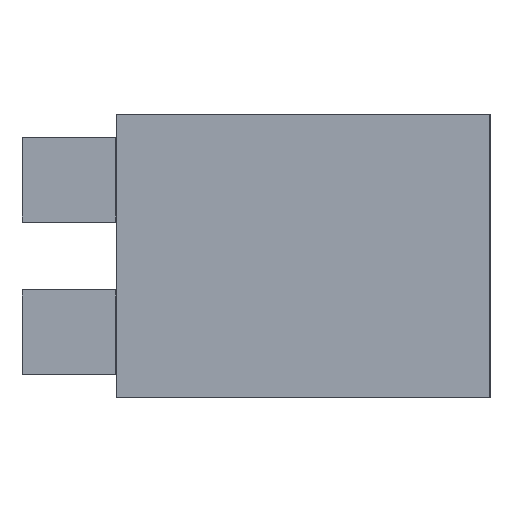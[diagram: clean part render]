
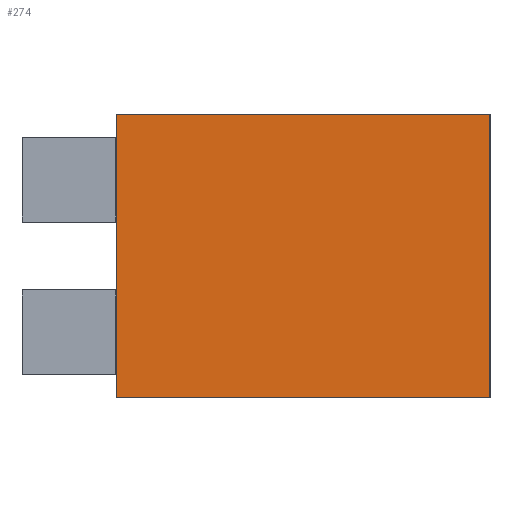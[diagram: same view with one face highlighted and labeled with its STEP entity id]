
A CAD part, left-side view. The second image highlights one B-rep face of the part: STEP entity #274.
In plain terms, the highlighted planar face has unit normal (-1, 0, 0).
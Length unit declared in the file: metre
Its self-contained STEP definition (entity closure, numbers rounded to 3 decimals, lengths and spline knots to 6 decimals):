
#274=ADVANCED_FACE('0:61',(#343),#344,.T.);
#343=FACE_OUTER_BOUND('',#439,.T.);
#344=PLANE('',#440);
#439=EDGE_LOOP('',(#554,#555,#556,#557));
#440=AXIS2_PLACEMENT_3D('',#558,#559,#560);
#554=ORIENTED_EDGE('',*,*,#856,.F.);
#555=ORIENTED_EDGE('',*,*,#866,.F.);
#556=ORIENTED_EDGE('',*,*,#863,.F.);
#557=ORIENTED_EDGE('',*,*,#860,.F.);
#558=CARTESIAN_POINT('',(-0.003775,0.0,0.0));
#559=DIRECTION('',(-1.0,-0.0,0.0));
#560=DIRECTION('',(0.0,0.0,1.0));
#856=EDGE_CURVE('0:67',#958,#959,#960,.T.);
#860=EDGE_CURVE('0:79',#959,#966,#967,.T.);
#863=EDGE_CURVE('0:88',#966,#971,#972,.T.);
#866=EDGE_CURVE('0:97',#971,#958,#976,.T.);
#958=VERTEX_POINT('',#1118);
#959=VERTEX_POINT('',#1119);
#960=LINE('',#1120,#1121);
#966=VERTEX_POINT('',#1130);
#967=LINE('',#1131,#1132);
#971=VERTEX_POINT('',#1138);
#972=LINE('',#1139,#1140);
#976=LINE('',#1146,#1147);
#1118=CARTESIAN_POINT('',(-0.003775,0.099,0.075));
#1119=CARTESIAN_POINT('',(-0.003775,-0.099,0.075));
#1120=CARTESIAN_POINT('',(-0.003775,0.099,0.075));
#1121=VECTOR('',#1374,1.0);
#1130=CARTESIAN_POINT('',(-0.003775,-0.099,-0.075));
#1131=CARTESIAN_POINT('',(-0.003775,-0.099,0.075));
#1132=VECTOR('',#1378,1.0);
#1138=CARTESIAN_POINT('',(-0.003775,0.099,-0.075));
#1139=CARTESIAN_POINT('',(-0.003775,-0.099,-0.075));
#1140=VECTOR('',#1381,1.0);
#1146=CARTESIAN_POINT('',(-0.003775,0.099,-0.075));
#1147=VECTOR('',#1384,1.0);
#1374=DIRECTION('',(0.0,-1.0,0.));
#1378=DIRECTION('',(0.0,0.0,-1.0));
#1381=DIRECTION('',(0.0,1.0,0.0));
#1384=DIRECTION('',(0.0,0.,1.0));
